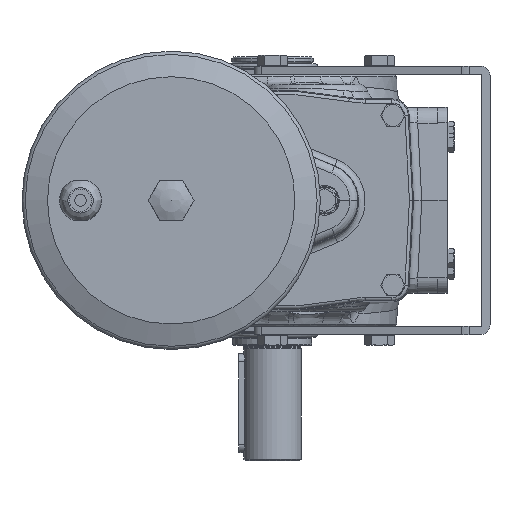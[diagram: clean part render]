
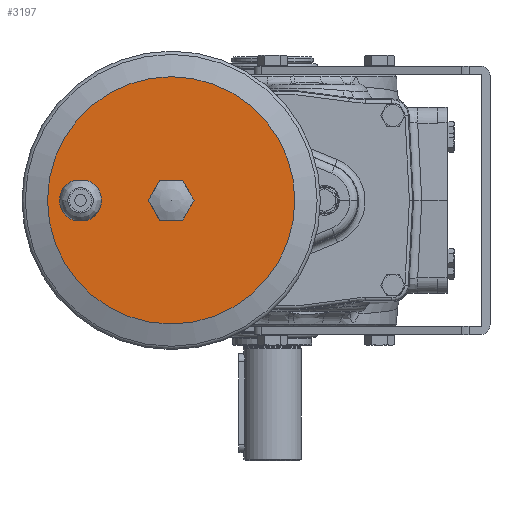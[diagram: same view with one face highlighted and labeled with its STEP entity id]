
A CAD part, left-side view. The second image highlights one B-rep face of the part: STEP entity #3197.
In plain terms, the highlighted planar face has unit normal (-1, 0, 0).
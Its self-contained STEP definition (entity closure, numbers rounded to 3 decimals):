
#3197 = ADVANCED_FACE( '', ( #6925, #6926, #6927 ), #6928, .T. );
#6925 = FACE_BOUND( '', #25039, .T. );
#6926 = FACE_OUTER_BOUND( '', #25040, .T. );
#6927 = FACE_BOUND( '', #25041, .T. );
#6928 = PLANE( '', #25042 );
#25039 = EDGE_LOOP( '', ( #38672, #38673, #38674, #38675 ) );
#25040 = EDGE_LOOP( '', ( #38676 ) );
#25041 = EDGE_LOOP( '', ( #38677, #38678, #38679, #38680, #38681, #38682 ) );
#25042 = AXIS2_PLACEMENT_3D( '', #38683, #38684, #38685 );
#38672 = ORIENTED_EDGE( '', *, *, #43135, .F. );
#38673 = ORIENTED_EDGE( '', *, *, #40455, .F. );
#38674 = ORIENTED_EDGE( '', *, *, #42681, .F. );
#38675 = ORIENTED_EDGE( '', *, *, #43066, .T. );
#38676 = ORIENTED_EDGE( '', *, *, #41393, .T. );
#38677 = ORIENTED_EDGE( '', *, *, #42919, .T. );
#38678 = ORIENTED_EDGE( '', *, *, #41488, .T. );
#38679 = ORIENTED_EDGE( '', *, *, #43136, .T. );
#38680 = ORIENTED_EDGE( '', *, *, #42779, .T. );
#38681 = ORIENTED_EDGE( '', *, *, #43137, .T. );
#38682 = ORIENTED_EDGE( '', *, *, #41522, .T. );
#38683 = CARTESIAN_POINT( '', ( -633.9, 136.4, 0. ) );
#38684 = DIRECTION( '', ( -1., 0., 0. ) );
#38685 = DIRECTION( '', ( 0., 1., 0. ) );
#40455 = EDGE_CURVE( '', #44351, #44354, #44355, .T. );
#41393 = EDGE_CURVE( '', #45829, #45829, #45830, .T. );
#41488 = EDGE_CURVE( '', #45969, #45971, #45973, .T. );
#41522 = EDGE_CURVE( '', #46016, #46018, #46020, .T. );
#42681 = EDGE_CURVE( '', #47578, #44351, #47580, .T. );
#42779 = EDGE_CURVE( '', #47701, #47703, #47705, .T. );
#42919 = EDGE_CURVE( '', #46018, #45969, #47863, .T. );
#43066 = EDGE_CURVE( '', #47578, #48030, #48032, .T. );
#43135 = EDGE_CURVE( '', #44354, #48030, #48100, .T. );
#43136 = EDGE_CURVE( '', #45971, #47701, #48101, .T. );
#43137 = EDGE_CURVE( '', #47703, #46016, #48102, .T. );
#44351 = VERTEX_POINT( '', #50932 );
#44354 = VERTEX_POINT( '', #50936 );
#44355 = LINE( '', #50937, #50938 );
#45829 = VERTEX_POINT( '', #55238 );
#45830 = CIRCLE( '', #55239, 75. );
#45969 = VERTEX_POINT( '', #55634 );
#45971 = VERTEX_POINT( '', #55637 );
#45973 = LINE( '', #55640, #55641 );
#46016 = VERTEX_POINT( '', #55799 );
#46018 = VERTEX_POINT( '', #55802 );
#46020 = LINE( '', #55805, #55806 );
#47578 = VERTEX_POINT( '', #60066 );
#47580 = CIRCLE( '', #60069, 12.8 );
#47701 = VERTEX_POINT( '', #60302 );
#47703 = VERTEX_POINT( '', #60305 );
#47705 = LINE( '', #60308, #60309 );
#47863 = LINE( '', #60683, #60684 );
#48030 = VERTEX_POINT( '', #61229 );
#48032 = LINE( '', #61232, #61233 );
#48100 = CIRCLE( '', #61607, 12.8 );
#48101 = LINE( '', #61608, #61609 );
#48102 = LINE( '', #61610, #61611 );
#50932 = CARTESIAN_POINT( '', ( -633.9, 120.854, -12. ) );
#50936 = CARTESIAN_POINT( '', ( -633.9, 111.946, -12. ) );
#50937 = CARTESIAN_POINT( '', ( -633.9, 120.854, -12. ) );
#50938 = VECTOR( '', #62646, 1000. );
#55238 = CARTESIAN_POINT( '', ( -633.9, 136.4, 0. ) );
#55239 = AXIS2_PLACEMENT_3D( '', #63645, #63646, #63647 );
#55634 = CARTESIAN_POINT( '', ( -633.9, 47.544, 0. ) );
#55637 = CARTESIAN_POINT( '', ( -633.9, 54.472, -12. ) );
#55640 = CARTESIAN_POINT( '', ( -633.9, 47.544, 0. ) );
#55641 = VECTOR( '', #63755, 1000. );
#55799 = CARTESIAN_POINT( '', ( -633.9, 68.328, 12. ) );
#55802 = CARTESIAN_POINT( '', ( -633.9, 54.472, 12. ) );
#55805 = CARTESIAN_POINT( '', ( -633.9, 68.328, 12. ) );
#55806 = VECTOR( '', #63780, 1000. );
#60066 = CARTESIAN_POINT( '', ( -633.9, 120.854, 12. ) );
#60069 = AXIS2_PLACEMENT_3D( '', #64996, #64997, #64998 );
#60302 = CARTESIAN_POINT( '', ( -633.9, 68.328, -12. ) );
#60305 = CARTESIAN_POINT( '', ( -633.9, 75.256, 0. ) );
#60308 = CARTESIAN_POINT( '', ( -633.9, 68.328, -12. ) );
#60309 = VECTOR( '', #65100, 1000. );
#60683 = CARTESIAN_POINT( '', ( -633.9, 54.472, 12. ) );
#60684 = VECTOR( '', #65189, 1000. );
#61229 = CARTESIAN_POINT( '', ( -633.9, 111.946, 12. ) );
#61232 = CARTESIAN_POINT( '', ( -633.9, 120.854, 12. ) );
#61233 = VECTOR( '', #65278, 1000. );
#61607 = AXIS2_PLACEMENT_3D( '', #65305, #65306, #65307 );
#61608 = CARTESIAN_POINT( '', ( -633.9, 54.472, -12. ) );
#61609 = VECTOR( '', #65308, 1000. );
#61610 = CARTESIAN_POINT( '', ( -633.9, 75.256, 0. ) );
#61611 = VECTOR( '', #65309, 1000. );
#62646 = DIRECTION( '', ( 0., -1., 0. ) );
#63645 = CARTESIAN_POINT( '', ( -633.9, 61.4, 0. ) );
#63646 = DIRECTION( '', ( -1., 0., 0. ) );
#63647 = DIRECTION( '', ( 0., 1., 0. ) );
#63755 = DIRECTION( '', ( 0., 0.5, -0.866 ) );
#63780 = DIRECTION( '', ( 0., -1., 0. ) );
#64996 = CARTESIAN_POINT( '', ( -633.9, 116.4, 0. ) );
#64997 = DIRECTION( '', ( -1., 0., 0. ) );
#64998 = DIRECTION( '', ( 0., 1., 0. ) );
#65100 = DIRECTION( '', ( 0., 0.5, 0.866 ) );
#65189 = DIRECTION( '', ( 0., -0.5, -0.866 ) );
#65278 = DIRECTION( '', ( 0., -1., 0. ) );
#65305 = CARTESIAN_POINT( '', ( -633.9, 116.4, 0. ) );
#65306 = DIRECTION( '', ( -1., 0., 0. ) );
#65307 = DIRECTION( '', ( 0., 1., 0. ) );
#65308 = DIRECTION( '', ( 0., 1., 0. ) );
#65309 = DIRECTION( '', ( 0., -0.5, 0.866 ) );
